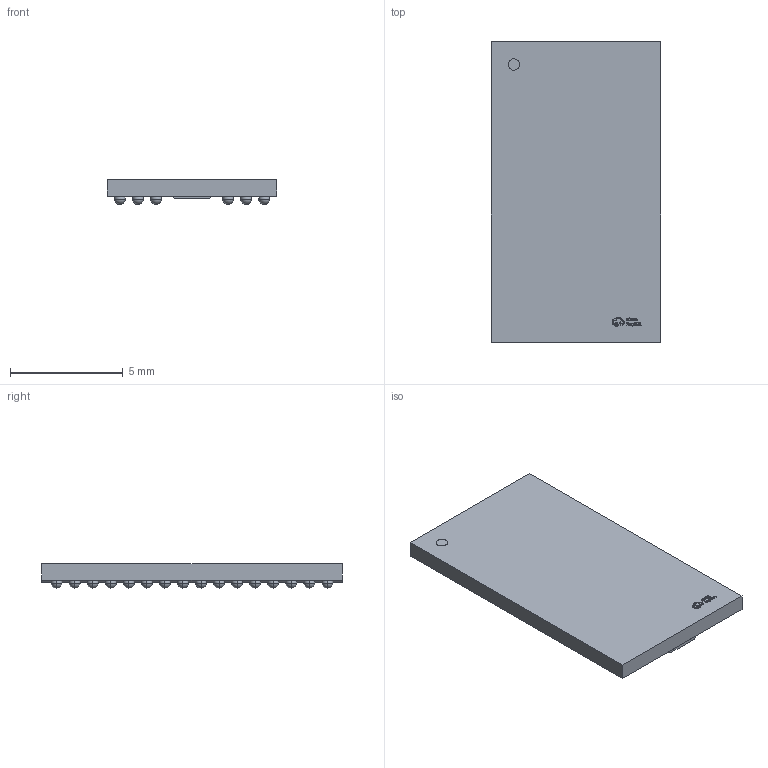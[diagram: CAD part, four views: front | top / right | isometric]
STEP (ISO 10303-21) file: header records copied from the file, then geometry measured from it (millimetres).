
FILE_DESCRIPTION (( 'STEP AP214' ), '1' );
FILE_NAME ('FBGA-96.STEP', '2022-08-02T04:18:06', ( '' ), ( '' ), 'SwSTEP 2.0', 'SolidWorks 2019', '' );
FILE_SCHEMA (( 'AUTOMOTIVE_DESIGN' ));
Length unit declared in the file: millimetre
Products named in the file (1): FBGA-96
Bounding box: 7.5 x 13.3 x 1.11 mm (x, y, z)
Volume: 80.2 mm3; surface area: 319.2 mm2
Topology: 2 solids, 2 shells, 688 faces, 1971 edges, 1218 vertices
Faces by surface type: sphere 384, plane 188, bspline 112, cylinder 4
Entity records: 26667 total; most frequent: CARTESIAN_POINT 5598, DIRECTION 3481, ORIENTED_EDGE 3366, EDGE_CURVE 1683, AXIS2_PLACEMENT_3D 1449, VERTEX_POINT 1122, CIRCLE 872, EDGE_LOOP 811
